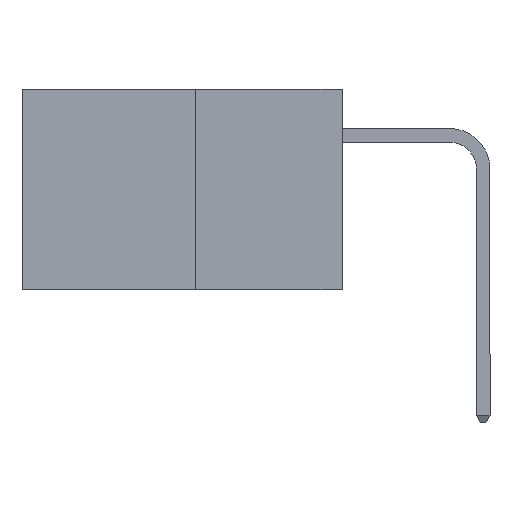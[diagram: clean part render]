
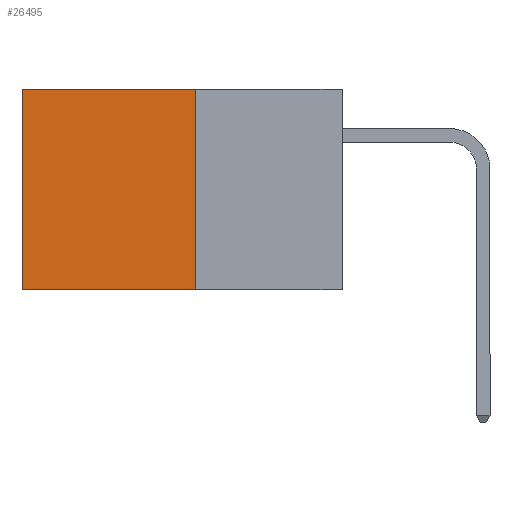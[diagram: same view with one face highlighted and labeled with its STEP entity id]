
A CAD part, left-side view. The second image highlights one B-rep face of the part: STEP entity #26495.
In plain terms, the highlighted planar face has unit normal (-1, 0, 0).
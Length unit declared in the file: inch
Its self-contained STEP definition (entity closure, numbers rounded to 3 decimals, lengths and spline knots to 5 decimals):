
#1371 = LINE ( 'NONE', #20625, #13401 ) ;
#1558 = DIRECTION ( 'NONE',  ( 0., 1., 0. ) ) ;
#2814 = DIRECTION ( 'NONE',  ( 0., 0., -1. ) ) ;
#4575 = LINE ( 'NONE', #30429, #28922 ) ;
#5191 = EDGE_LOOP ( 'NONE', ( #13113, #30487, #5781, #25779 ) ) ;
#5781 = ORIENTED_EDGE ( 'NONE', *, *, #17076, .F. ) ;
#5884 = CARTESIAN_POINT ( 'NONE',  ( 0.277, 0.27, 0. ) ) ;
#6315 = DIRECTION ( 'NONE',  ( 0., 1., 0. ) ) ;
#6375 = DIRECTION ( 'NONE',  ( 0., 0., -1. ) ) ;
#6521 = VERTEX_POINT ( 'NONE', #16443 ) ;
#7317 = VERTEX_POINT ( 'NONE', #17351 ) ;
#7535 = LINE ( 'NONE', #22832, #13165 ) ;
#9831 = VECTOR ( 'NONE', #2814, 39.37008 ) ;
#11339 = LINE ( 'NONE', #17039, #9831 ) ;
#13113 = ORIENTED_EDGE ( 'NONE', *, *, #18276, .T. ) ;
#13165 = VECTOR ( 'NONE', #6315, 39.37008 ) ;
#13401 = VECTOR ( 'NONE', #1558, 39.37008 ) ;
#14313 = AXIS2_PLACEMENT_3D ( 'NONE', #18204, #20539, #6375 ) ;
#16443 = CARTESIAN_POINT ( 'NONE',  ( 0.277, 0.27, -0.37 ) ) ;
#17039 = CARTESIAN_POINT ( 'NONE',  ( 0.277, 0.27, -0.37 ) ) ;
#17076 = EDGE_CURVE ( 'NONE', #28508, #6521, #11339, .T. ) ;
#17351 = CARTESIAN_POINT ( 'NONE',  ( 0.277, 0.59, -0.37 ) ) ;
#18204 = CARTESIAN_POINT ( 'NONE',  ( 0.277, 0.27, -0.37 ) ) ;
#18276 = EDGE_CURVE ( 'NONE', #28137, #7317, #4575, .T. ) ;
#19330 = EDGE_CURVE ( 'NONE', #6521, #7317, #1371, .T. ) ;
#20539 = DIRECTION ( 'NONE',  ( 1., 0., 0. ) ) ;
#20625 = CARTESIAN_POINT ( 'NONE',  ( 0.277, 0.27, -0.37 ) ) ;
#20988 = FACE_OUTER_BOUND ( 'NONE', #5191, .T. ) ;
#22832 = CARTESIAN_POINT ( 'NONE',  ( 0.277, 0.27, 0. ) ) ;
#25143 = PLANE ( 'NONE',  #14313 ) ;
#25779 = ORIENTED_EDGE ( 'NONE', *, *, #27725, .T. ) ;
#26495 = ADVANCED_FACE ( 'NONE', ( #20988 ), #25143, .F. ) ;
#27725 = EDGE_CURVE ( 'NONE', #28508, #28137, #7535, .T. ) ;
#28137 = VERTEX_POINT ( 'NONE', #30239 ) ;
#28508 = VERTEX_POINT ( 'NONE', #5884 ) ;
#28922 = VECTOR ( 'NONE', #30523, 39.37008 ) ;
#30239 = CARTESIAN_POINT ( 'NONE',  ( 0.277, 0.59, 0. ) ) ;
#30429 = CARTESIAN_POINT ( 'NONE',  ( 0.277, 0.59, -0.37 ) ) ;
#30487 = ORIENTED_EDGE ( 'NONE', *, *, #19330, .F. ) ;
#30523 = DIRECTION ( 'NONE',  ( 0., 0., -1. ) ) ;
